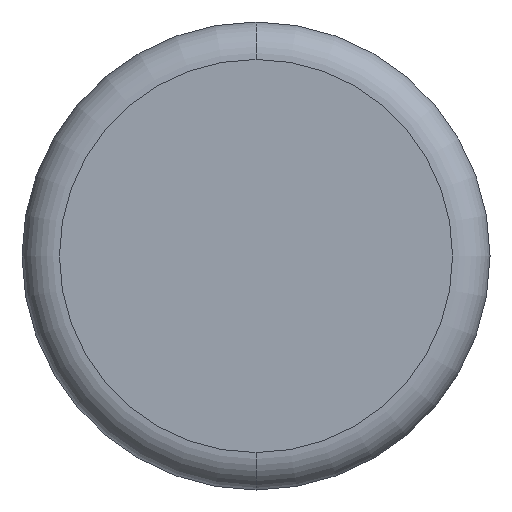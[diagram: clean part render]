
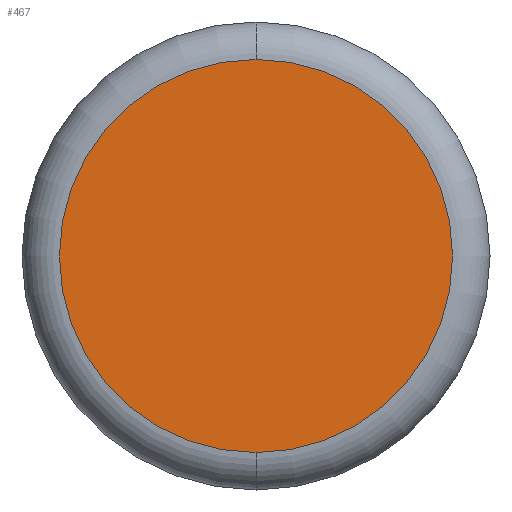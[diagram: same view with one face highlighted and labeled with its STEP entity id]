
A CAD part, front view. The second image highlights one B-rep face of the part: STEP entity #467.
In plain terms, the highlighted planar face has unit normal (0, -1, 0).
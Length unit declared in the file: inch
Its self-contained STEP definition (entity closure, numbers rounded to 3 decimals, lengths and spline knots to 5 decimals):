
#31 = PLANE ( 'NONE',  #299 ) ;
#37 = CARTESIAN_POINT ( 'NONE',  ( 0., 0., 0. ) ) ;
#79 = DIRECTION ( 'NONE',  ( 0., 0., -1. ) ) ;
#95 = DIRECTION ( 'NONE',  ( 0., 0., -1. ) ) ;
#115 = EDGE_CURVE ( 'NONE', #347, #150, #332, .T. ) ;
#127 = DIRECTION ( 'NONE',  ( 0., -1., 0. ) ) ;
#150 = VERTEX_POINT ( 'NONE', #320 ) ;
#201 = CARTESIAN_POINT ( 'NONE',  ( 0., 0., 0. ) ) ;
#220 = EDGE_CURVE ( 'NONE', #150, #347, #528, .T. ) ;
#249 = CARTESIAN_POINT ( 'NONE',  ( 0., 0., 0.07875 ) ) ;
#271 = AXIS2_PLACEMENT_3D ( 'NONE', #201, #127, #79 ) ;
#278 = ORIENTED_EDGE ( 'NONE', *, *, #220, .T. ) ;
#289 = ORIENTED_EDGE ( 'NONE', *, *, #115, .T. ) ;
#299 = AXIS2_PLACEMENT_3D ( 'NONE', #37, #386, #95 ) ;
#320 = CARTESIAN_POINT ( 'NONE',  ( 0., 0., -0.07875 ) ) ;
#328 = DIRECTION ( 'NONE',  ( 0., -1., 0. ) ) ;
#332 = CIRCLE ( 'NONE', #442, 0.07875 ) ;
#347 = VERTEX_POINT ( 'NONE', #249 ) ;
#359 = EDGE_LOOP ( 'NONE', ( #278, #289 ) ) ;
#370 = FACE_OUTER_BOUND ( 'NONE', #359, .T. ) ;
#371 = CARTESIAN_POINT ( 'NONE',  ( 0., 0., 0. ) ) ;
#386 = DIRECTION ( 'NONE',  ( 0., -1., 0. ) ) ;
#442 = AXIS2_PLACEMENT_3D ( 'NONE', #371, #328, #499 ) ;
#467 = ADVANCED_FACE ( 'NONE', ( #370 ), #31, .T. ) ;
#499 = DIRECTION ( 'NONE',  ( 0., 0., -1. ) ) ;
#528 = CIRCLE ( 'NONE', #271, 0.07875 ) ;
